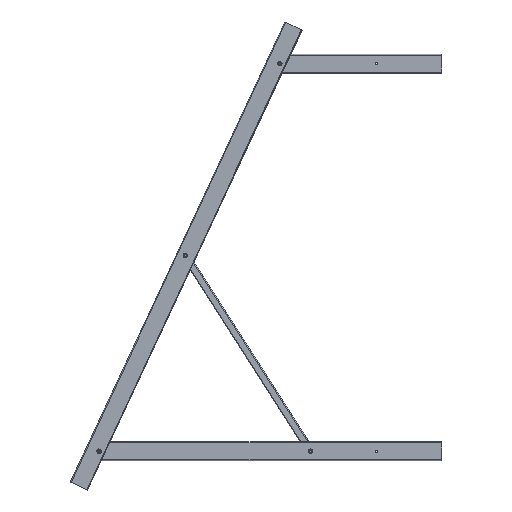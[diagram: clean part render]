
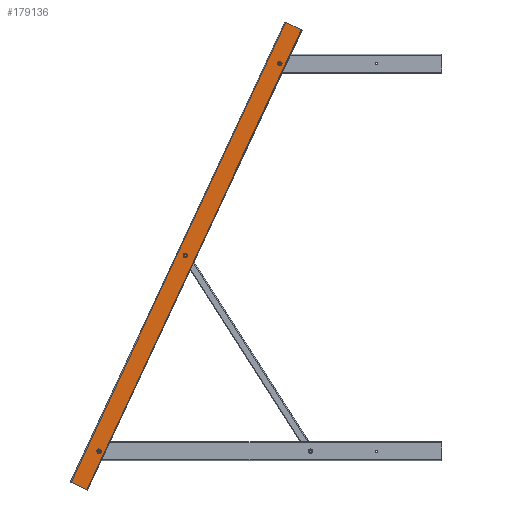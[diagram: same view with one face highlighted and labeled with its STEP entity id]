
A CAD part, left-side view. The second image highlights one B-rep face of the part: STEP entity #179136.
In plain terms, the highlighted planar face has unit normal (-1, 0, 0).
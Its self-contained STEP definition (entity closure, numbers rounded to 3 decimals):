
#1605 = CIRCLE ( 'NONE', #220332, 6.5 ) ;
#2744 = AXIS2_PLACEMENT_3D ( 'NONE', #192215, #153070, #204647 ) ;
#3444 = DIRECTION ( 'NONE',  ( 0., 0., -1. ) ) ;
#7154 = ORIENTED_EDGE ( 'NONE', *, *, #28204, .F. ) ;
#9694 = CARTESIAN_POINT ( 'NONE',  ( -27.5, -50., -1365. ) ) ;
#13930 = CARTESIAN_POINT ( 'NONE',  ( -27.5, 7.5, -6.5 ) ) ;
#21020 = LINE ( 'NONE', #38977, #77456 ) ;
#21696 = EDGE_LOOP ( 'NONE', ( #66363, #41110 ) ) ;
#27533 = CARTESIAN_POINT ( 'NONE',  ( -27.5, -17.5, 1143.5 ) ) ;
#28204 = EDGE_CURVE ( 'NONE', #49343, #204762, #71962, .T. ) ;
#30296 = CIRCLE ( 'NONE', #209424, 6.5 ) ;
#31547 = CIRCLE ( 'NONE', #88907, 6.5 ) ;
#32262 = EDGE_LOOP ( 'NONE', ( #185840, #7154, #164445, #183795 ) ) ;
#38070 = CARTESIAN_POINT ( 'NONE',  ( -27.5, -45.5, -1365. ) ) ;
#38977 = CARTESIAN_POINT ( 'NONE',  ( -27.5, -50., 1365. ) ) ;
#41110 = ORIENTED_EDGE ( 'NONE', *, *, #150905, .F. ) ;
#42167 = DIRECTION ( 'NONE',  ( -1., 0., 0. ) ) ;
#42187 = DIRECTION ( 'NONE',  ( 0., -1., 0. ) ) ;
#42299 = LINE ( 'NONE', #9694, #43022 ) ;
#43022 = VECTOR ( 'NONE', #57973, 1000. ) ;
#43345 = CARTESIAN_POINT ( 'NONE',  ( -27.5, -17.5, 1156.5 ) ) ;
#45672 = CARTESIAN_POINT ( 'NONE',  ( -27.5, -17.5, 1150. ) ) ;
#46708 = AXIS2_PLACEMENT_3D ( 'NONE', #58284, #73004, #142584 ) ;
#46984 = EDGE_CURVE ( 'NONE', #120861, #179202, #30296, .T. ) ;
#47566 = VERTEX_POINT ( 'NONE', #43345 ) ;
#49343 = VERTEX_POINT ( 'NONE', #83835 ) ;
#54959 = EDGE_CURVE ( 'NONE', #170070, #192049, #1605, .T. ) ;
#55095 = VERTEX_POINT ( 'NONE', #27533 ) ;
#57973 = DIRECTION ( 'NONE',  ( 0., 1., 0. ) ) ;
#58284 = CARTESIAN_POINT ( 'NONE',  ( -27.5, -50., 1365. ) ) ;
#59318 = DIRECTION ( 'NONE',  ( -1., 0., 0. ) ) ;
#66363 = ORIENTED_EDGE ( 'NONE', *, *, #201053, .F. ) ;
#68507 = CIRCLE ( 'NONE', #143987, 6.5 ) ;
#70547 = EDGE_CURVE ( 'NONE', #204762, #140458, #42299, .T. ) ;
#71962 = LINE ( 'NONE', #205578, #122033 ) ;
#73004 = DIRECTION ( 'NONE',  ( -1., 0., 0. ) ) ;
#74106 = FACE_BOUND ( 'NONE', #76784, .T. ) ;
#76312 = CARTESIAN_POINT ( 'NONE',  ( -27.5, -17.5, -1156.5 ) ) ;
#76784 = EDGE_LOOP ( 'NONE', ( #207346, #124461 ) ) ;
#77456 = VECTOR ( 'NONE', #155762, 1000. ) ;
#83835 = CARTESIAN_POINT ( 'NONE',  ( -27.5, -45.5, 1365. ) ) ;
#88907 = AXIS2_PLACEMENT_3D ( 'NONE', #45672, #166869, #96168 ) ;
#92003 = PLANE ( 'NONE',  #46708 ) ;
#92275 = DIRECTION ( 'NONE',  ( 0., -1., 0. ) ) ;
#96168 = DIRECTION ( 'NONE',  ( 0., -1., 0. ) ) ;
#96769 = EDGE_CURVE ( 'NONE', #179202, #120861, #207221, .T. ) ;
#107755 = FACE_OUTER_BOUND ( 'NONE', #32262, .T. ) ;
#108039 = DIRECTION ( 'NONE',  ( -1., 0., 0. ) ) ;
#111111 = CARTESIAN_POINT ( 'NONE',  ( -27.5, -17.5, -1143.5 ) ) ;
#111762 = DIRECTION ( 'NONE',  ( 0., -1., 0. ) ) ;
#119026 = LINE ( 'NONE', #187391, #204623 ) ;
#120861 = VERTEX_POINT ( 'NONE', #111111 ) ;
#122033 = VECTOR ( 'NONE', #3444, 1000. ) ;
#124461 = ORIENTED_EDGE ( 'NONE', *, *, #54959, .F. ) ;
#127525 = CARTESIAN_POINT ( 'NONE',  ( -27.5, 7.5, 0. ) ) ;
#127861 = DIRECTION ( 'NONE',  ( 0., -1., 0. ) ) ;
#140458 = VERTEX_POINT ( 'NONE', #167125 ) ;
#142584 = DIRECTION ( 'NONE',  ( 0., -1., 0. ) ) ;
#142894 = VERTEX_POINT ( 'NONE', #174673 ) ;
#143987 = AXIS2_PLACEMENT_3D ( 'NONE', #163002, #108039, #92275 ) ;
#150905 = EDGE_CURVE ( 'NONE', #47566, #55095, #31547, .T. ) ;
#152923 = EDGE_LOOP ( 'NONE', ( #217602, #175132 ) ) ;
#153070 = DIRECTION ( 'NONE',  ( -1., 0., 0. ) ) ;
#155762 = DIRECTION ( 'NONE',  ( 0., 1., 0. ) ) ;
#158275 = FACE_BOUND ( 'NONE', #21696, .T. ) ;
#162629 = CARTESIAN_POINT ( 'NONE',  ( -27.5, -17.5, -1150. ) ) ;
#163002 = CARTESIAN_POINT ( 'NONE',  ( -27.5, -17.5, 1150. ) ) ;
#164445 = ORIENTED_EDGE ( 'NONE', *, *, #184098, .T. ) ;
#166869 = DIRECTION ( 'NONE',  ( -1., 0., 0. ) ) ;
#167125 = CARTESIAN_POINT ( 'NONE',  ( -27.5, 48., -1365. ) ) ;
#170070 = VERTEX_POINT ( 'NONE', #184332 ) ;
#174673 = CARTESIAN_POINT ( 'NONE',  ( -27.5, 48., 1365. ) ) ;
#175082 = FACE_BOUND ( 'NONE', #152923, .T. ) ;
#175132 = ORIENTED_EDGE ( 'NONE', *, *, #46984, .F. ) ;
#176929 = CIRCLE ( 'NONE', #209140, 6.5 ) ;
#179136 = ADVANCED_FACE ( 'NONE', ( #158275, #175082, #74106, #107755 ), #92003, .T. ) ;
#179202 = VERTEX_POINT ( 'NONE', #76312 ) ;
#183795 = ORIENTED_EDGE ( 'NONE', *, *, #214585, .T. ) ;
#184098 = EDGE_CURVE ( 'NONE', #49343, #142894, #21020, .T. ) ;
#184332 = CARTESIAN_POINT ( 'NONE',  ( -27.5, 7.5, 6.5 ) ) ;
#185840 = ORIENTED_EDGE ( 'NONE', *, *, #70547, .F. ) ;
#187391 = CARTESIAN_POINT ( 'NONE',  ( -27.5, 48., 1365. ) ) ;
#192049 = VERTEX_POINT ( 'NONE', #13930 ) ;
#192215 = CARTESIAN_POINT ( 'NONE',  ( -27.5, -17.5, -1150. ) ) ;
#192944 = DIRECTION ( 'NONE',  ( 0., 0., -1. ) ) ;
#193670 = CARTESIAN_POINT ( 'NONE',  ( -27.5, 7.5, 0. ) ) ;
#195906 = DIRECTION ( 'NONE',  ( -1., 0., 0. ) ) ;
#201053 = EDGE_CURVE ( 'NONE', #55095, #47566, #68507, .T. ) ;
#204117 = EDGE_CURVE ( 'NONE', #192049, #170070, #176929, .T. ) ;
#204623 = VECTOR ( 'NONE', #192944, 1000. ) ;
#204647 = DIRECTION ( 'NONE',  ( 0., -1., 0. ) ) ;
#204762 = VERTEX_POINT ( 'NONE', #38070 ) ;
#205578 = CARTESIAN_POINT ( 'NONE',  ( -27.5, -45.5, 1365. ) ) ;
#207221 = CIRCLE ( 'NONE', #2744, 6.5 ) ;
#207346 = ORIENTED_EDGE ( 'NONE', *, *, #204117, .F. ) ;
#209140 = AXIS2_PLACEMENT_3D ( 'NONE', #127525, #195906, #42187 ) ;
#209424 = AXIS2_PLACEMENT_3D ( 'NONE', #162629, #59318, #127861 ) ;
#214585 = EDGE_CURVE ( 'NONE', #142894, #140458, #119026, .T. ) ;
#217602 = ORIENTED_EDGE ( 'NONE', *, *, #96769, .F. ) ;
#220332 = AXIS2_PLACEMENT_3D ( 'NONE', #193670, #42167, #111762 ) ;
